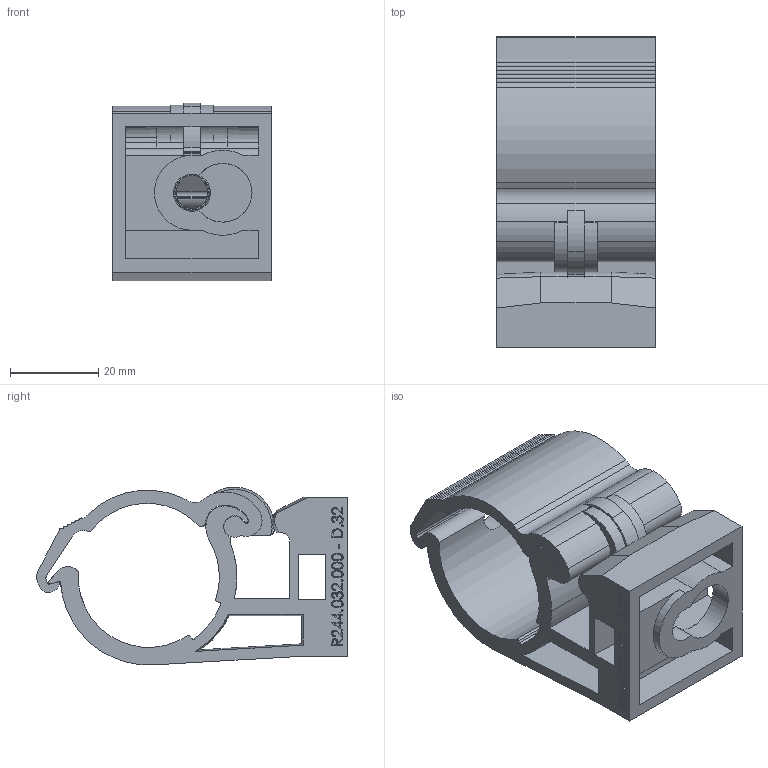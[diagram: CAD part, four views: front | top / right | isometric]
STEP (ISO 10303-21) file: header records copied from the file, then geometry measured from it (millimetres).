
FILE_DESCRIPTION (( 'STEP AP203' ), '1' );
FILE_NAME ('R244.032.000.step', '2013-11-19T11:09:39', ( 'Alusic' ), ( 'Alusic' ), 'SwSTEP 2.0', 'SolidWorks 2011', '' );
FILE_SCHEMA (( 'CONFIG_CONTROL_DESIGN' ));
Length unit declared in the file: millimetre
Products named in the file (1): R244.032.000
Bounding box: 36 x 70.37 x 40.28 mm (x, y, z)
Surface area: 22385 mm2 (no closed solid volume)
Topology: 0 solids, 2 shells, 449 faces, 1593 edges, 1110 vertices
Faces by surface type: plane 197, bspline 171, cylinder 71, cone 10
Entity records: 24930 total; most frequent: CARTESIAN_POINT 12862, ORIENTED_EDGE 2668, DIRECTION 1780, EDGE_CURVE 1593, VERTEX_POINT 1110, VECTOR 876, LINE 876, B_SPLINE_CURVE_WITH_KNOTS 538
